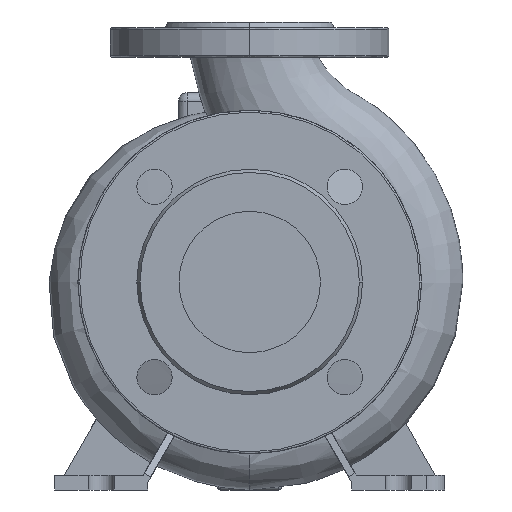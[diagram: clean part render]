
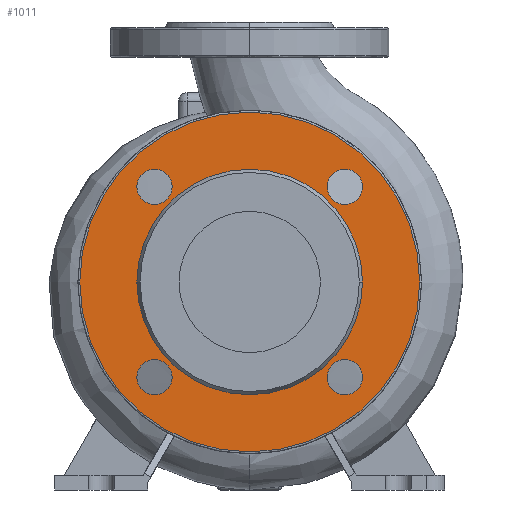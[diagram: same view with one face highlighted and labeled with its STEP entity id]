
A CAD part, left-side view. The second image highlights one B-rep face of the part: STEP entity #1011.
In plain terms, the highlighted free-form (B-spline) face has degree [1, 1] with [2, 2] control points.
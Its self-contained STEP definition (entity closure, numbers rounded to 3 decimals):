
#151=CARTESIAN_POINT('',(-77.,-60.732,112.0));
#152=VERTEX_POINT('',#151);
#161=CARTESIAN_POINT('',(-77.,60.732,112.));
#162=VERTEX_POINT('',#161);
#163=CARTESIAN_POINT('',(-77.0,0.,112.0));
#164=DIRECTION('',(-1.0,0.0,0.0));
#165=DIRECTION('',(0.0,-1.0,0.0));
#166=AXIS2_PLACEMENT_3D('',#163,#164,#165);
#167=CIRCLE('',#166,60.732);
#168=EDGE_CURVE('',#152,#162,#167,.T.);
#216=CARTESIAN_POINT('',(-77.,-60.765,163.265));
#217=VERTEX_POINT('',#216);
#233=CARTESIAN_POINT('',(-77.,-41.765,163.265));
#234=VERTEX_POINT('',#233);
#241=CARTESIAN_POINT('',(-77.,-51.265,163.265));
#242=DIRECTION('',(-1.0,0.0,0.0));
#243=DIRECTION('',(0.0,-1.0,0.0));
#244=AXIS2_PLACEMENT_3D('',#241,#242,#243);
#245=CIRCLE('',#244,9.5);
#246=EDGE_CURVE('',#234,#217,#245,.T.);
#279=CARTESIAN_POINT('',(-77.0,-60.765,60.735));
#280=VERTEX_POINT('',#279);
#296=CARTESIAN_POINT('',(-77.0,-41.765,60.735));
#297=VERTEX_POINT('',#296);
#304=CARTESIAN_POINT('',(-77.0,-51.265,60.735));
#305=DIRECTION('',(-1.0,0.0,0.0));
#306=DIRECTION('',(0.0,-1.0,0.0));
#307=AXIS2_PLACEMENT_3D('',#304,#305,#306);
#308=CIRCLE('',#307,9.5);
#309=EDGE_CURVE('',#297,#280,#308,.T.);
#342=CARTESIAN_POINT('',(-77.,41.765,60.735));
#343=VERTEX_POINT('',#342);
#359=CARTESIAN_POINT('',(-77.,60.765,60.735));
#360=VERTEX_POINT('',#359);
#367=CARTESIAN_POINT('',(-77.,51.265,60.735));
#368=DIRECTION('',(-1.0,0.0,0.0));
#369=DIRECTION('',(0.0,-1.0,0.0));
#370=AXIS2_PLACEMENT_3D('',#367,#368,#369);
#371=CIRCLE('',#370,9.5);
#372=EDGE_CURVE('',#360,#343,#371,.T.);
#405=CARTESIAN_POINT('',(-77.0,41.765,163.265));
#406=VERTEX_POINT('',#405);
#422=CARTESIAN_POINT('',(-77.0,60.765,163.265));
#423=VERTEX_POINT('',#422);
#430=CARTESIAN_POINT('',(-77.0,51.265,163.265));
#431=DIRECTION('',(-1.0,0.0,0.0));
#432=DIRECTION('',(0.0,-1.0,0.0));
#433=AXIS2_PLACEMENT_3D('',#430,#431,#432);
#434=CIRCLE('',#433,9.5);
#435=EDGE_CURVE('',#423,#406,#434,.T.);
#495=CARTESIAN_POINT('',(-77.0,91.5,112.0));
#496=VERTEX_POINT('',#495);
#513=CARTESIAN_POINT('',(-77.,-91.5,112.0));
#514=VERTEX_POINT('',#513);
#522=CARTESIAN_POINT('',(-77.0,0.,112.0));
#523=DIRECTION('',(-1.0,0.0,0.0));
#524=DIRECTION('',(0.0,1.0,0.0));
#525=AXIS2_PLACEMENT_3D('',#522,#523,#524);
#526=CIRCLE('',#525,91.5);
#527=EDGE_CURVE('',#496,#514,#526,.T.);
#940=CARTESIAN_POINT('',(-77.0,0.,112.0));
#941=DIRECTION('',(-1.0,0.0,0.0));
#942=DIRECTION('',(0.0,1.0,0.0));
#943=AXIS2_PLACEMENT_3D('',#940,#941,#942);
#944=CIRCLE('',#943,91.5);
#945=EDGE_CURVE('',#514,#496,#944,.T.);
#952=CARTESIAN_POINT('',(-77.,91.5,20.5));
#953=CARTESIAN_POINT('',(-77.0,-91.5,20.5));
#954=CARTESIAN_POINT('',(-77.0,91.5,203.5));
#955=CARTESIAN_POINT('',(-77.,-91.5,203.5));
#956=B_SPLINE_SURFACE_WITH_KNOTS('',1,1,((#952,#954),(#953,#955)),.UNSPECIFIED.,.F.,.F.,.U.,(2,2),(2,2),(0.0,183.0),(0.0,183.0),.UNSPECIFIED.);
#957=ORIENTED_EDGE('',*,*,#945,.T.);
#958=ORIENTED_EDGE('',*,*,#527,.T.);
#959=EDGE_LOOP('',(#957,#958));
#960=FACE_OUTER_BOUND('',#959,.T.);
#961=ORIENTED_EDGE('',*,*,#168,.F.);
#962=CARTESIAN_POINT('',(-77.0,0.,112.0));
#963=DIRECTION('',(-1.0,0.0,0.0));
#964=DIRECTION('',(0.0,-1.0,0.0));
#965=AXIS2_PLACEMENT_3D('',#962,#963,#964);
#966=CIRCLE('',#965,60.732);
#967=EDGE_CURVE('',#162,#152,#966,.T.);
#968=ORIENTED_EDGE('',*,*,#967,.F.);
#969=EDGE_LOOP('',(#961,#968));
#970=FACE_BOUND('',#969,.T.);
#971=ORIENTED_EDGE('',*,*,#246,.F.);
#972=CARTESIAN_POINT('',(-77.,-51.265,163.265));
#973=DIRECTION('',(-1.0,0.0,0.0));
#974=DIRECTION('',(0.0,-1.0,0.0));
#975=AXIS2_PLACEMENT_3D('',#972,#973,#974);
#976=CIRCLE('',#975,9.5);
#977=EDGE_CURVE('',#217,#234,#976,.T.);
#978=ORIENTED_EDGE('',*,*,#977,.F.);
#979=EDGE_LOOP('',(#971,#978));
#980=FACE_BOUND('',#979,.T.);
#981=ORIENTED_EDGE('',*,*,#309,.F.);
#982=CARTESIAN_POINT('',(-77.0,-51.265,60.735));
#983=DIRECTION('',(-1.0,0.0,0.0));
#984=DIRECTION('',(0.0,-1.0,0.0));
#985=AXIS2_PLACEMENT_3D('',#982,#983,#984);
#986=CIRCLE('',#985,9.5);
#987=EDGE_CURVE('',#280,#297,#986,.T.);
#988=ORIENTED_EDGE('',*,*,#987,.F.);
#989=EDGE_LOOP('',(#981,#988));
#990=FACE_BOUND('',#989,.T.);
#991=ORIENTED_EDGE('',*,*,#372,.F.);
#992=CARTESIAN_POINT('',(-77.,51.265,60.735));
#993=DIRECTION('',(-1.0,0.0,0.0));
#994=DIRECTION('',(0.0,-1.0,0.0));
#995=AXIS2_PLACEMENT_3D('',#992,#993,#994);
#996=CIRCLE('',#995,9.5);
#997=EDGE_CURVE('',#343,#360,#996,.T.);
#998=ORIENTED_EDGE('',*,*,#997,.F.);
#999=EDGE_LOOP('',(#991,#998));
#1000=FACE_BOUND('',#999,.T.);
#1001=ORIENTED_EDGE('',*,*,#435,.F.);
#1002=CARTESIAN_POINT('',(-77.0,51.265,163.265));
#1003=DIRECTION('',(-1.0,0.0,0.0));
#1004=DIRECTION('',(0.0,-1.0,0.0));
#1005=AXIS2_PLACEMENT_3D('',#1002,#1003,#1004);
#1006=CIRCLE('',#1005,9.5);
#1007=EDGE_CURVE('',#406,#423,#1006,.T.);
#1008=ORIENTED_EDGE('',*,*,#1007,.F.);
#1009=EDGE_LOOP('',(#1001,#1008));
#1010=FACE_BOUND('',#1009,.T.);
#1011=ADVANCED_FACE('',(#960,#970,#980,#990,#1000,#1010),#956,.T.);
